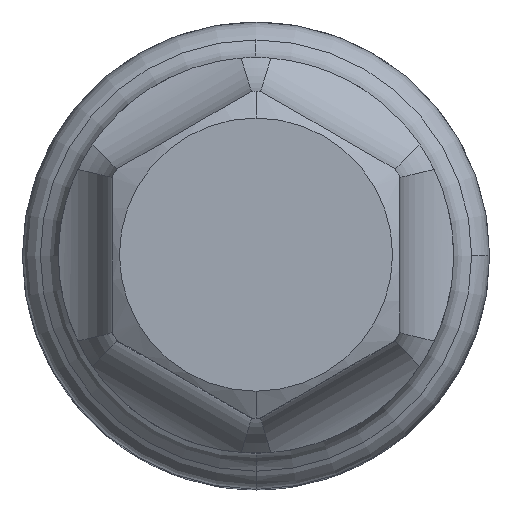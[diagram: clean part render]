
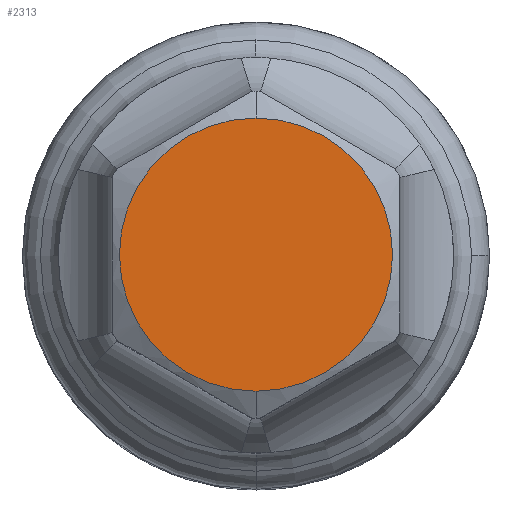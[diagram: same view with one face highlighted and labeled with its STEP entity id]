
A CAD part, top view. The second image highlights one B-rep face of the part: STEP entity #2313.
In plain terms, the highlighted planar face has unit normal (0, 0, 1).
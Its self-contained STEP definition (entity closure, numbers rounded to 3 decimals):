
#1098=CARTESIAN_POINT('',(0.,0.,28.));
#1099=DIRECTION('',(0.,0.,-1.));
#1100=DIRECTION('',(0.,1.,0.));
#1101=AXIS2_PLACEMENT_3D('',#1098,#1099,#1100);
#1103=CARTESIAN_POINT('',(0.,0.,28.));
#1104=DIRECTION('',(0.,0.,-1.));
#1105=DIRECTION('',(0.,-1.,0.));
#1106=AXIS2_PLACEMENT_3D('',#1103,#1104,#1105);
#1203=CARTESIAN_POINT('',(0.,3.8,28.));
#1204=CARTESIAN_POINT('',(0.,-3.8,28.));
#1205=VERTEX_POINT('',#1203);
#1206=VERTEX_POINT('',#1204);
#2304=CARTESIAN_POINT('',(0.,0.,28.));
#2305=DIRECTION('',(0.,0.,1.));
#2306=DIRECTION('',(0.,1.,0.));
#2307=AXIS2_PLACEMENT_3D('',#2304,#2305,#2306);
#2308=PLANE('',#2307);
#2309=ORIENTED_EDGE('',*,*,#1448,.T.);
#2310=ORIENTED_EDGE('',*,*,#1420,.T.);
#2311=EDGE_LOOP('',(#2309,#2310));
#2312=FACE_OUTER_BOUND('',#2311,.F.);
#2313=ADVANCED_FACE('',(#2312),#2308,.T.);
#1102=CIRCLE('',#1101,3.8);
#1107=CIRCLE('',#1106,3.8);
#1420=EDGE_CURVE('',#1206,#1205,#1107,.T.);
#1448=EDGE_CURVE('',#1205,#1206,#1102,.T.);
